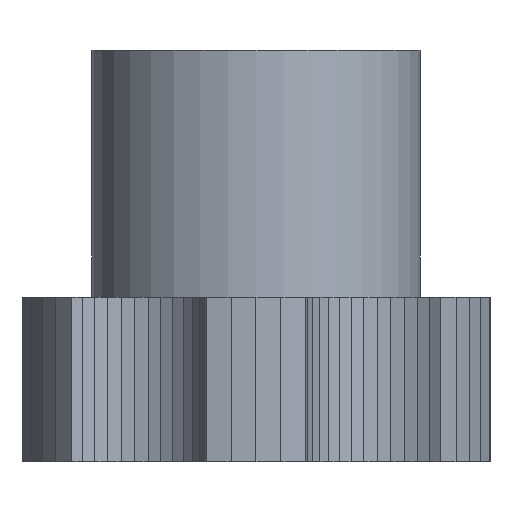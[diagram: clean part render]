
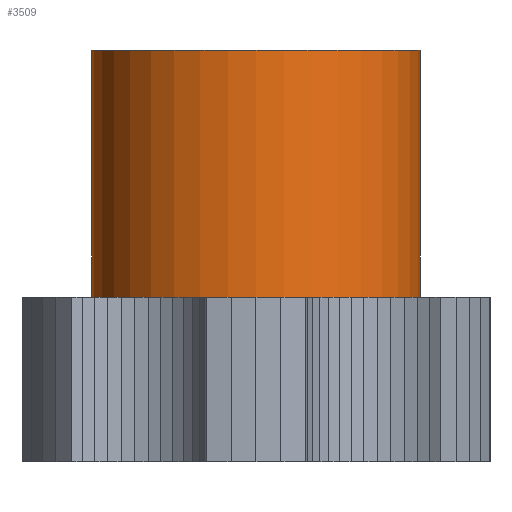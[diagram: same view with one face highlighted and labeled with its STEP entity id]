
A CAD part, front view. The second image highlights one B-rep face of the part: STEP entity #3509.
In plain terms, the highlighted cylindrical face has radius 5.987 mm (diameter 11.974 mm), a partial arc.
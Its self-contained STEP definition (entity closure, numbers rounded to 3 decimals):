
#2 = CARTESIAN_POINT ( 'NONE',  ( 14.527, 7.5, 16.5 ) ) ;
#7 = AXIS2_PLACEMENT_3D ( 'NONE', #2432, #906, #617 ) ;
#122 = CARTESIAN_POINT ( 'NONE',  ( 14.527, 7.5, 1.5 ) ) ;
#149 = EDGE_CURVE ( 'NONE', #209, #3391, #1557, .T. ) ;
#209 = VERTEX_POINT ( 'NONE', #3622 ) ;
#362 = DIRECTION ( 'NONE',  ( 0., 0., 1. ) ) ;
#376 = VERTEX_POINT ( 'NONE', #2 ) ;
#390 = EDGE_LOOP ( 'NONE', ( #2406, #1036, #445, #2539 ) ) ;
#400 = CARTESIAN_POINT ( 'NONE',  ( 14.527, 7.5, 7.5 ) ) ;
#445 = ORIENTED_EDGE ( 'NONE', *, *, #670, .T. ) ;
#577 = VERTEX_POINT ( 'NONE', #758 ) ;
#617 = DIRECTION ( 'NONE',  ( 1., 0., 0. ) ) ;
#670 = EDGE_CURVE ( 'NONE', #3391, #376, #2702, .T. ) ;
#755 = AXIS2_PLACEMENT_3D ( 'NONE', #3974, #911, #1190 ) ;
#758 = CARTESIAN_POINT ( 'NONE',  ( 2.552, 7.5, 16.5 ) ) ;
#906 = DIRECTION ( 'NONE',  ( 0., 0., 1. ) ) ;
#911 = DIRECTION ( 'NONE',  ( 0., 0., 1. ) ) ;
#1025 = DIRECTION ( 'NONE',  ( 0., 0., 1. ) ) ;
#1036 = ORIENTED_EDGE ( 'NONE', *, *, #149, .T. ) ;
#1190 = DIRECTION ( 'NONE',  ( -1., 0., 0. ) ) ;
#1494 = CYLINDRICAL_SURFACE ( 'NONE', #3286, 5.987 ) ;
#1557 = CIRCLE ( 'NONE', #755, 5.987 ) ;
#2183 = CARTESIAN_POINT ( 'NONE',  ( 2.552, 7.5, 1.5 ) ) ;
#2271 = EDGE_CURVE ( 'NONE', #577, #376, #3988, .T. ) ;
#2371 = EDGE_CURVE ( 'NONE', #209, #577, #2446, .T. ) ;
#2406 = ORIENTED_EDGE ( 'NONE', *, *, #2371, .F. ) ;
#2432 = CARTESIAN_POINT ( 'NONE',  ( 8.539, 7.5, 16.5 ) ) ;
#2446 = LINE ( 'NONE', #2183, #3829 ) ;
#2539 = ORIENTED_EDGE ( 'NONE', *, *, #2271, .F. ) ;
#2702 = LINE ( 'NONE', #122, #3228 ) ;
#2831 = FACE_OUTER_BOUND ( 'NONE', #390, .T. ) ;
#2872 = DIRECTION ( 'NONE',  ( 1., 0., 0. ) ) ;
#3228 = VECTOR ( 'NONE', #3848, 1000. ) ;
#3286 = AXIS2_PLACEMENT_3D ( 'NONE', #3785, #1025, #2872 ) ;
#3391 = VERTEX_POINT ( 'NONE', #400 ) ;
#3509 = ADVANCED_FACE ( 'NONE', ( #2831 ), #1494, .T. ) ;
#3622 = CARTESIAN_POINT ( 'NONE',  ( 2.552, 7.5, 7.5 ) ) ;
#3785 = CARTESIAN_POINT ( 'NONE',  ( 8.539, 7.5, 1.5 ) ) ;
#3829 = VECTOR ( 'NONE', #362, 1000. ) ;
#3848 = DIRECTION ( 'NONE',  ( 0., 0., 1. ) ) ;
#3974 = CARTESIAN_POINT ( 'NONE',  ( 8.539, 7.5, 7.5 ) ) ;
#3988 = CIRCLE ( 'NONE', #7, 5.987 ) ;
